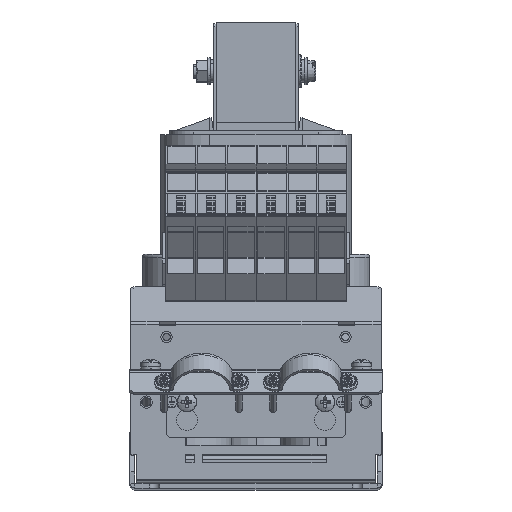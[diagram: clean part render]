
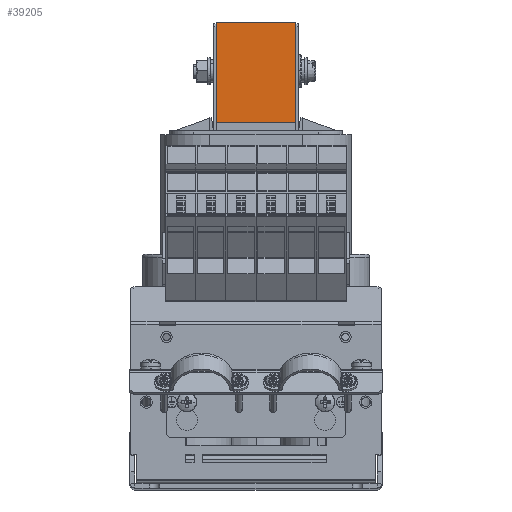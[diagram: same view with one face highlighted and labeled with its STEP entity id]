
A CAD part, top view. The second image highlights one B-rep face of the part: STEP entity #39205.
In plain terms, the highlighted face is planar.
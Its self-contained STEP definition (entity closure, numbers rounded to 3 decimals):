
#12302 = AXIS2_PLACEMENT_3D ( 'NONE', #15170, #15176, #15177 ) ;
#13058 = FACE_OUTER_BOUND ( 'NONE', #32437, .T. ) ;
#15170 = CARTESIAN_POINT ( 'NONE',  ( -150., 49., 141. ) ) ;
#15174 = PLANE ( 'NONE',  #12302 ) ;
#15176 = DIRECTION ( 'NONE',  ( 1., 0., 0. ) ) ;
#15177 = DIRECTION ( 'NONE',  ( 0., 0., -1. ) ) ;
#17376 = CARTESIAN_POINT ( 'NONE',  ( -150., 49., -141. ) ) ;
#17383 = DIRECTION ( 'NONE',  ( 0., -1., 0. ) ) ;
#17390 = CARTESIAN_POINT ( 'NONE',  ( -150., 0., 141. ) ) ;
#17391 = DIRECTION ( 'NONE',  ( 0., 0., 1. ) ) ;
#17419 = CARTESIAN_POINT ( 'NONE',  ( -150., 49., 141. ) ) ;
#17420 = DIRECTION ( 'NONE',  ( 0., 0., 1. ) ) ;
#17482 = CARTESIAN_POINT ( 'NONE',  ( -150., 49., -79. ) ) ;
#17483 = DIRECTION ( 'NONE',  ( 0., 1., 0. ) ) ;
#18073 = LINE ( 'NONE', #17376, #18078 ) ;
#18078 = VECTOR ( 'NONE', #17383, 1000. ) ;
#18085 = LINE ( 'NONE', #17390, #18088 ) ;
#18088 = VECTOR ( 'NONE', #17391, 1000. ) ;
#18108 = LINE ( 'NONE', #17419, #18111 ) ;
#18111 = VECTOR ( 'NONE', #17420, 1000. ) ;
#18149 = LINE ( 'NONE', #17482, #18150 ) ;
#18150 = VECTOR ( 'NONE', #17483, 1000. ) ;
#23692 = ORIENTED_EDGE ( 'NONE', *, *, #44705, .T. ) ;
#23696 = ORIENTED_EDGE ( 'NONE', *, *, #44718, .F. ) ;
#23698 = ORIENTED_EDGE ( 'NONE', *, *, #44700, .T. ) ;
#23775 = ORIENTED_EDGE ( 'NONE', *, *, #44743, .T. ) ;
#27262 = VERTEX_POINT ( 'NONE', #40271 ) ;
#27319 = VERTEX_POINT ( 'NONE', #40166 ) ;
#27488 = VERTEX_POINT ( 'NONE', #39973 ) ;
#27540 = VERTEX_POINT ( 'NONE', #39796 ) ;
#32437 = EDGE_LOOP ( 'NONE', ( #23692, #23775, #23696, #23698 ) ) ;
#39205 = ADVANCED_FACE ( 'NONE', ( #13058 ), #15174, .F. ) ;
#39796 = CARTESIAN_POINT ( 'NONE',  ( -150., 0., -141. ) ) ;
#39973 = CARTESIAN_POINT ( 'NONE',  ( -150., 49., -79. ) ) ;
#40166 = CARTESIAN_POINT ( 'NONE',  ( -150., 49., -141. ) ) ;
#40271 = CARTESIAN_POINT ( 'NONE',  ( -150., 0., -79. ) ) ;
#44700 = EDGE_CURVE ( 'NONE', #27319, #27540, #18073, .T. ) ;
#44705 = EDGE_CURVE ( 'NONE', #27540, #27262, #18085, .T. ) ;
#44718 = EDGE_CURVE ( 'NONE', #27319, #27488, #18108, .T. ) ;
#44743 = EDGE_CURVE ( 'NONE', #27262, #27488, #18149, .T. ) ;
